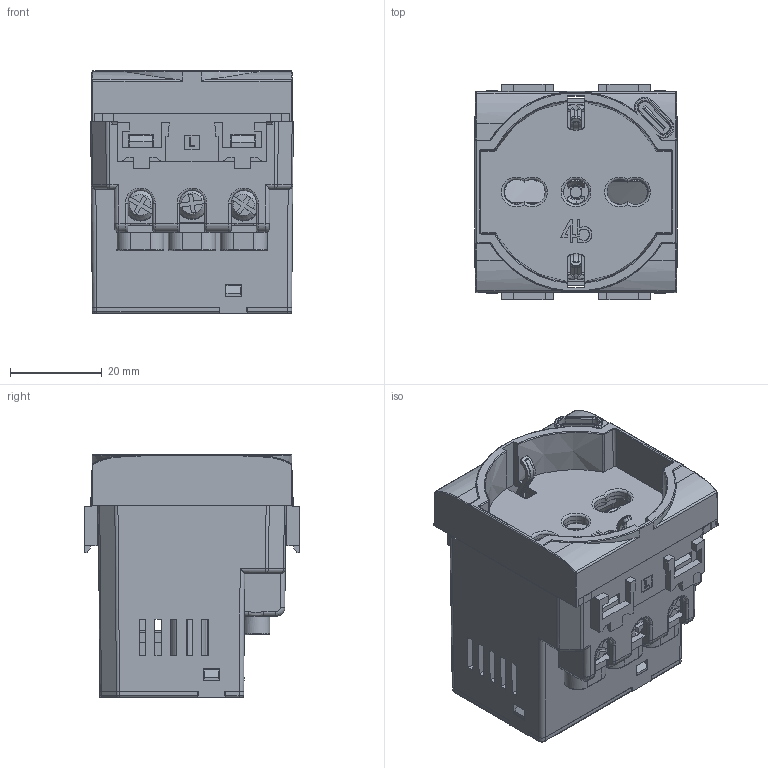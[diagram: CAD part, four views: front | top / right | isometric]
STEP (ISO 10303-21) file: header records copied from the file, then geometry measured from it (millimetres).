
FILE_DESCRIPTION (( 'STEP AP214' ), '1' );
FILE_NAME ('4BOX-P40+USB-C-3A-LIVING.STEP', '2024-08-23T01:43:55', ( '' ), ( '' ), 'SwSTEP 2.0', 'SolidWorks 2016', '' );
FILE_SCHEMA (( 'AUTOMOTIVE_DESIGN' ));
Length unit declared in the file: millimetre
Products named in the file (17): 4BOX-P40+USB-C-3A-LIVING; P17-SHUTTER_AF0_14; 31285044-; 4BOX-P40+C衵銅え-20191210; 豜肣穩隊2.5X2.5-20200310; 4BOX-P40+USB-PCB-A啣-20191105; 4BOX-P40+USB脣釱狟裔-PLANA-20191113; P40+C耀輸價釱-PLANA-20220307載陔; DT16011_AF0_21; 4BOX-P40+C諉華郪璃-20240325; 4BOX-P40+USB脣釱醱啣-LIVING-20191130載陔; M3.5X6-20200624; 湮す悵誘藷-陔耀; 4BOX-P40+C酘銅え-20191210; DP16012_AF0_13; LK40207050-22; 4BOX-P40+C諉華蟀諉え-20191210
Assembly tree (20 placements, depth 3):
  4BOX-P40+USB-C-3A-LIVING
    4BOX-P40+USB脣釱醱啣-LIVING-20191130載陔
    P40+C耀輸價釱-PLANA-20220307載陔
    4BOX-P40+USB脣釱狟裔-PLANA-20191113
    4BOX-P40+USB-PCB-A啣-20191105
    湮す悵誘藷-陔耀
      DT16011_AF0_21
      DP16012_AF0_13
      P17-SHUTTER_AF0_14
    4BOX-P40+C諉華郪璃-20240325
      31285044-
      4BOX-P40+C諉華蟀諉え-20191210
      M3.5X6-20200624
      LK40207050-22
      豜肣穩隊2.5X2.5-20200310
    4BOX-P40+C酘銅え-20191210
    4BOX-P40+C衵銅え-20191210
    LK40207050-22  x2
    M3.5X6-20200624  x2
Bounding box: 44.2 x 47 x 52.8 mm (x, y, z)
Volume: 35586.9 mm3; surface area: 51383.4 mm2
Topology: 18 solids, 20 shells, 3520 faces, 9968 edges, 6524 vertices
Faces by surface type: plane 2210, cylinder 648, bspline 435, cone 131, torus 92, sphere 4
Entity records: 123651 total; most frequent: CARTESIAN_POINT 42937, ORIENTED_EDGE 18356, DIRECTION 14015, EDGE_CURVE 9178, LINE 6313, VECTOR 6313, VERTEX_POINT 6012, AXIS2_PLACEMENT_3D 3851
